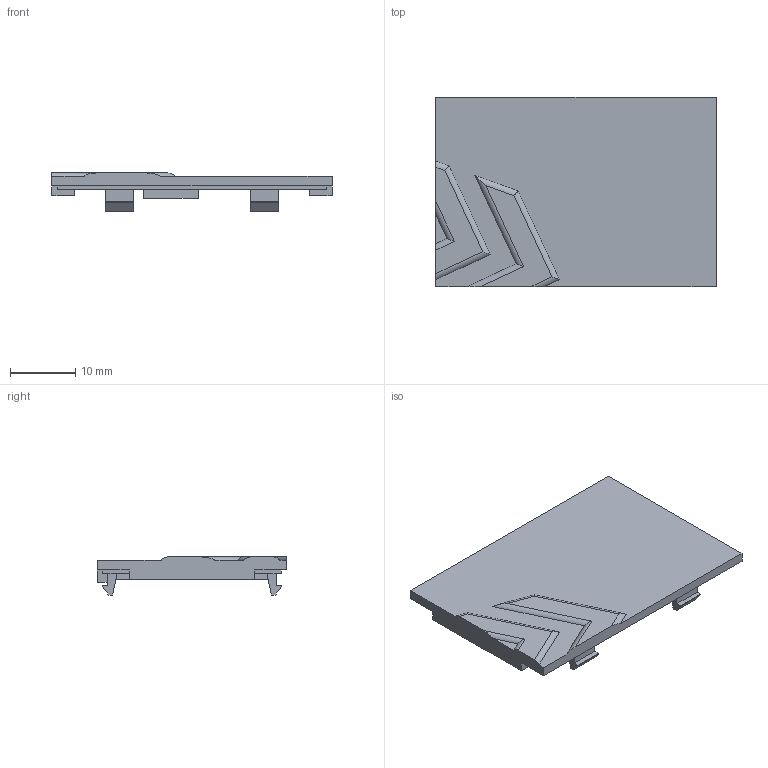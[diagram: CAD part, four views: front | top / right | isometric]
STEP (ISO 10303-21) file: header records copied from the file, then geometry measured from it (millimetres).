
FILE_DESCRIPTION(/* description */ (''),/* implementation_level */ '2;1');
FILE_NAME(/* name */ 'Deckel.stp',/* time_stamp */ '2016-07-27T17:38:06+02:00',/* author */ ('cem'),/* organization */ (''),/* preprocessor_version */ 'ST-DEVELOPER v15.2',/* originating_system */ 'Autodesk Inventor 2014',/* authorisation */ '');
FILE_SCHEMA (('AUTOMOTIVE_DESIGN { 1 0 10303 214 3 1 1 }'));
Length unit declared in the file: millimetre
Products named in the file (1): Deckel
Bounding box: 43.1 x 29.1 x 5.85 mm (x, y, z)
Volume: 2853.7 mm3; surface area: 3110.3 mm2
Topology: 1 solids, 1 shells, 73 faces, 201 edges, 134 vertices
Faces by surface type: plane 63, cylinder 10
Entity records: 2309 total; most frequent: CARTESIAN_POINT 409, ORIENTED_EDGE 402, DIRECTION 362, EDGE_CURVE 201, LINE 188, VECTOR 188, VERTEX_POINT 134, AXIS2_PLACEMENT_3D 87
